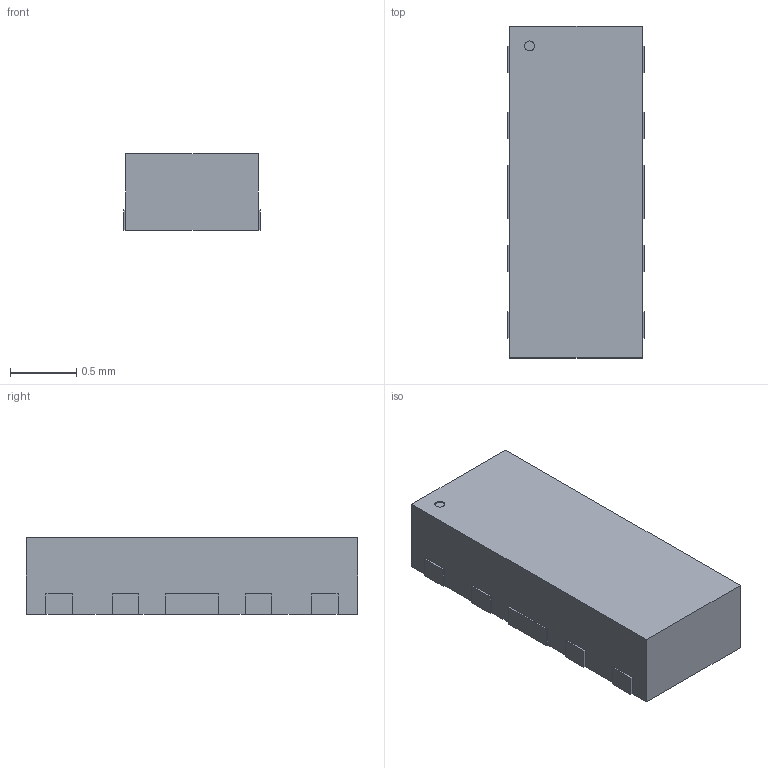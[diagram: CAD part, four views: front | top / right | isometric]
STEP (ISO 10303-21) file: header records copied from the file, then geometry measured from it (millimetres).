
FILE_DESCRIPTION(('FreeCAD Model'),'2;1');
FILE_NAME('Open CASCADE Shape Model','2023-12-13T18:16:37',('Author'),( ''),'Open CASCADE STEP processor 7.6','FreeCAD','Unknown');
FILE_SCHEMA(('AUTOMOTIVE_DESIGN { 1 0 10303 214 1 1 1 1 }'));
Length unit declared in the file: millimetre
Products named in the file (1): Pocket
Bounding box: 1.03 x 2.5 x 0.57 mm (x, y, z)
Volume: 1.4 mm3; surface area: 9.1 mm2
Topology: 1 solids, 1 shells, 68 faces, 175 edges, 110 vertices
Faces by surface type: plane 67, cylinder 1
Full cylindrical faces by diameter (mm): 0.075 x1
Entity records: 2501 total; most frequent: CARTESIAN_POINT 354, ORIENTED_EDGE 350, DIRECTION 315, EDGE_CURVE 175, LINE 173, VECTOR 173, VERTEX_POINT 110, AXIS2_PLACEMENT_3D 71
